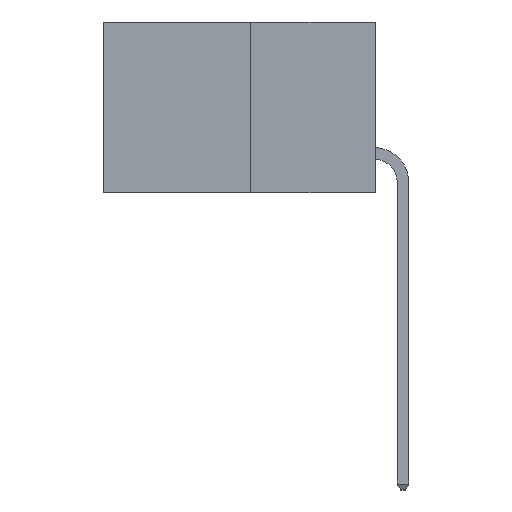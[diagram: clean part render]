
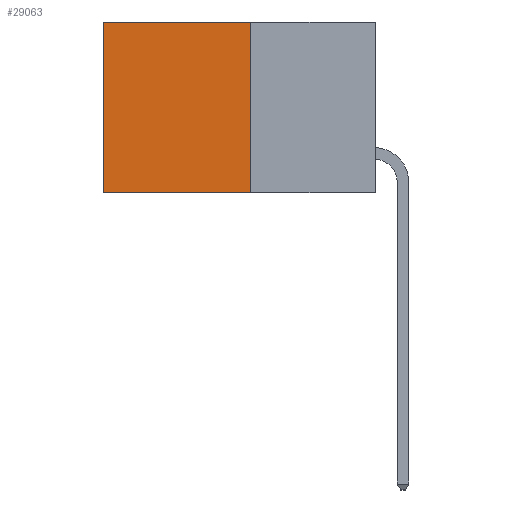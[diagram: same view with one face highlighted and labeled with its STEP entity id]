
A CAD part, left-side view. The second image highlights one B-rep face of the part: STEP entity #29063.
In plain terms, the highlighted planar face has unit normal (-1, 0, 0).
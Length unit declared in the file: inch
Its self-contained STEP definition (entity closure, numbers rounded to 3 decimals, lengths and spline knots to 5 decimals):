
#602 = DIRECTION ( 'NONE',  ( 0., 1., 0. ) ) ;
#1082 = LINE ( 'NONE', #2857, #6592 ) ;
#1675 = DIRECTION ( 'NONE',  ( 0., 1., 0. ) ) ;
#2337 = VECTOR ( 'NONE', #6606, 39.37008 ) ;
#2857 = CARTESIAN_POINT ( 'NONE',  ( 0.277, 0.27, -0.37 ) ) ;
#4216 = CARTESIAN_POINT ( 'NONE',  ( 0.277, 0.27, -0.37 ) ) ;
#4652 = DIRECTION ( 'NONE',  ( 0., 0., -1. ) ) ;
#5357 = LINE ( 'NONE', #6312, #16839 ) ;
#6312 = CARTESIAN_POINT ( 'NONE',  ( 0.277, 0.59, -0.37 ) ) ;
#6499 = VERTEX_POINT ( 'NONE', #29622 ) ;
#6592 = VECTOR ( 'NONE', #602, 39.37008 ) ;
#6606 = DIRECTION ( 'NONE',  ( 0., 0., -1. ) ) ;
#7132 = FACE_OUTER_BOUND ( 'NONE', #11083, .T. ) ;
#7467 = CARTESIAN_POINT ( 'NONE',  ( 0.277, 0.59, 0. ) ) ;
#7848 = CARTESIAN_POINT ( 'NONE',  ( 0.277, 0.59, -0.37 ) ) ;
#8512 = VERTEX_POINT ( 'NONE', #7848 ) ;
#8807 = EDGE_CURVE ( 'NONE', #17131, #8512, #5357, .T. ) ;
#9532 = VERTEX_POINT ( 'NONE', #22627 ) ;
#9628 = LINE ( 'NONE', #17831, #21113 ) ;
#9980 = AXIS2_PLACEMENT_3D ( 'NONE', #11931, #18457, #4652 ) ;
#10151 = EDGE_CURVE ( 'NONE', #6499, #9532, #20745, .T. ) ;
#11083 = EDGE_LOOP ( 'NONE', ( #11419, #22871, #20094, #27519 ) ) ;
#11419 = ORIENTED_EDGE ( 'NONE', *, *, #8807, .T. ) ;
#11931 = CARTESIAN_POINT ( 'NONE',  ( 0.277, 0.27, -0.37 ) ) ;
#16839 = VECTOR ( 'NONE', #26933, 39.37008 ) ;
#17131 = VERTEX_POINT ( 'NONE', #7467 ) ;
#17831 = CARTESIAN_POINT ( 'NONE',  ( 0.277, 0.27, 0. ) ) ;
#18457 = DIRECTION ( 'NONE',  ( 1., 0., 0. ) ) ;
#18984 = EDGE_CURVE ( 'NONE', #9532, #8512, #1082, .T. ) ;
#20094 = ORIENTED_EDGE ( 'NONE', *, *, #10151, .F. ) ;
#20745 = LINE ( 'NONE', #4216, #2337 ) ;
#21113 = VECTOR ( 'NONE', #1675, 39.37008 ) ;
#22627 = CARTESIAN_POINT ( 'NONE',  ( 0.277, 0.27, -0.37 ) ) ;
#22871 = ORIENTED_EDGE ( 'NONE', *, *, #18984, .F. ) ;
#25266 = PLANE ( 'NONE',  #9980 ) ;
#25508 = EDGE_CURVE ( 'NONE', #6499, #17131, #9628, .T. ) ;
#26933 = DIRECTION ( 'NONE',  ( 0., 0., -1. ) ) ;
#27519 = ORIENTED_EDGE ( 'NONE', *, *, #25508, .T. ) ;
#29063 = ADVANCED_FACE ( 'NONE', ( #7132 ), #25266, .F. ) ;
#29622 = CARTESIAN_POINT ( 'NONE',  ( 0.277, 0.27, 0. ) ) ;
